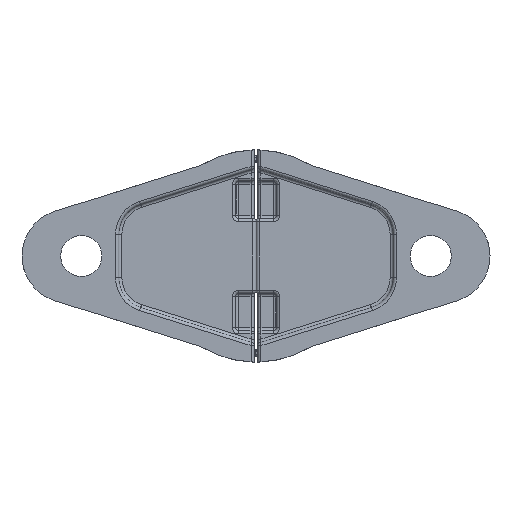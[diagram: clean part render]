
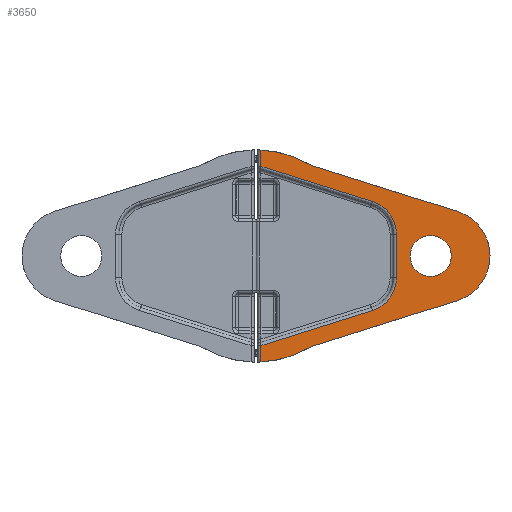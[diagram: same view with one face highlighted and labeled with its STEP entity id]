
A CAD part, front view. The second image highlights one B-rep face of the part: STEP entity #3650.
In plain terms, the highlighted planar face has unit normal (0, -1, 0).
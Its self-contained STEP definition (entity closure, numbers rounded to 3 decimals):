
#1621 = CARTESIAN_POINT ( 'NONE',  ( -45.227, -4.717, 11.817 ) ) ;
#1623 = DIRECTION ( 'NONE',  ( 0., -1., 0. ) ) ;
#1625 = DIRECTION ( 'NONE',  ( -1., 0., 0. ) ) ;
#1627 = CARTESIAN_POINT ( 'NONE',  ( -56.227, -4.717, 8.329 ) ) ;
#1629 = DIRECTION ( 'NONE',  ( 0., 1., 0. ) ) ;
#1630 = DIRECTION ( 'NONE',  ( -1., 0., 0. ) ) ;
#1632 = CARTESIAN_POINT ( 'NONE',  ( -56.227, -4.717, 15.306 ) ) ;
#1634 = LINE ( 'NONE', #1636, #14197 ) ;
#1636 = CARTESIAN_POINT ( 'NONE',  ( -50.727, -4.717, 8.329 ) ) ;
#1638 = DIRECTION ( 'NONE',  ( 0., 0., -1. ) ) ;
#1639 = DIRECTION ( 'NONE',  ( 0., 1., 0. ) ) ;
#1641 = DIRECTION ( 'NONE',  ( -1., 0., 0. ) ) ;
#1645 = LINE ( 'NONE', #1646, #14198 ) ;
#1646 = CARTESIAN_POINT ( 'NONE',  ( -54.573, -4.717, 20.551 ) ) ;
#1648 = DIRECTION ( 'NONE',  ( 0.954, 0., -0.301 ) ) ;
#1650 = LINE ( 'NONE', #1652, #14199 ) ;
#1652 = CARTESIAN_POINT ( 'NONE',  ( -72.427, -4.717, 26.181 ) ) ;
#1653 = DIRECTION ( 'NONE',  ( 0., 0., -1. ) ) ;
#1655 = LINE ( 'NONE', #1657, #14200 ) ;
#1657 = CARTESIAN_POINT ( 'NONE',  ( -72.427, -4.717, -2.546 ) ) ;
#1659 = DIRECTION ( 'NONE',  ( -0.954, 0., -0.301 ) ) ;
#1661 = LINE ( 'NONE', #1662, #14201 ) ;
#1662 = CARTESIAN_POINT ( 'NONE',  ( -72.427, -4.717, -5.18 ) ) ;
#1664 = DIRECTION ( 'NONE',  ( 0., 0., -1. ) ) ;
#1666 = LINE ( 'NONE', #1668, #14203 ) ;
#1668 = CARTESIAN_POINT ( 'NONE',  ( -40.977, -4.717, 4.652 ) ) ;
#1670 = DIRECTION ( 'NONE',  ( 0.954, 0., 0.3 ) ) ;
#1963 = EDGE_CURVE ( 'NONE', #6558, #4154, #15085, .T. ) ;
#2146 = EDGE_CURVE ( 'NONE', #4190, #6346, #14992, .T. ) ;
#2453 = CARTESIAN_POINT ( 'NONE',  ( -40.977, -4.717, 18.982 ) ) ;
#2483 = CARTESIAN_POINT ( 'NONE',  ( -41.927, -4.717, 11.817 ) ) ;
#2555 = CARTESIAN_POINT ( 'NONE',  ( -48.527, -4.717, 11.817 ) ) ;
#2818 = CARTESIAN_POINT ( 'NONE',  ( -35.717, -4.717, 11.817 ) ) ;
#3625 = EDGE_CURVE ( 'NONE', #4154, #8201, #13463, .T. ) ;
#3644 = EDGE_CURVE ( 'NONE', #8233, #6558, #9869, .T. ) ;
#3650 = ADVANCED_FACE ( 'NONE', ( #17895, #17899 ), #13563, .T. ) ;
#3845 = EDGE_CURVE ( 'NONE', #6346, #4190, #9810, .T. ) ;
#3846 = EDGE_CURVE ( 'NONE', #8334, #8366, #9831, .T. ) ;
#3847 = EDGE_CURVE ( 'NONE', #8387, #8334, #1634, .T. ) ;
#3848 = EDGE_CURVE ( 'NONE', #8427, #8387, #9845, .T. ) ;
#3849 = EDGE_CURVE ( 'NONE', #8248, #8427, #1645, .T. ) ;
#3850 = EDGE_CURVE ( 'NONE', #8200, #8248, #1650, .T. ) ;
#3851 = EDGE_CURVE ( 'NONE', #8366, #8323, #1655, .T. ) ;
#3852 = EDGE_CURVE ( 'NONE', #8323, #8164, #1661, .T. ) ;
#3853 = EDGE_CURVE ( 'NONE', #8416, #8233, #1666, .T. ) ;
#4154 = VERTEX_POINT ( 'NONE', #2453 ) ;
#4190 = VERTEX_POINT ( 'NONE', #2483 ) ;
#4568 = AXIS2_PLACEMENT_3D ( 'NONE', #11103, #11107, #11108 ) ;
#5608 = CIRCLE ( 'NONE', #9950, 17. ) ;
#6187 = AXIS2_PLACEMENT_3D ( 'NONE', #12414, #10839, #10840 ) ;
#6346 = VERTEX_POINT ( 'NONE', #2555 ) ;
#6558 = VERTEX_POINT ( 'NONE', #2818 ) ;
#7004 = EDGE_CURVE ( 'NONE', #8164, #8416, #9829, .T. ) ;
#7243 = CARTESIAN_POINT ( 'NONE',  ( -72.427, -4.717, -2.546 ) ) ;
#7248 = CARTESIAN_POINT ( 'NONE',  ( -50.727, -4.717, 8.329 ) ) ;
#7264 = CARTESIAN_POINT ( 'NONE',  ( -54.573, -4.717, 3.083 ) ) ;
#7279 = CARTESIAN_POINT ( 'NONE',  ( -50.727, -4.717, 15.306 ) ) ;
#7293 = CARTESIAN_POINT ( 'NONE',  ( -64.378, -4.717, -2.698 ) ) ;
#7296 = CARTESIAN_POINT ( 'NONE',  ( -54.573, -4.717, 20.551 ) ) ;
#7602 = EDGE_CURVE ( 'NONE', #8201, #8200, #5608, .T. ) ;
#8164 = VERTEX_POINT ( 'NONE', #12545 ) ;
#8200 = VERTEX_POINT ( 'NONE', #12565 ) ;
#8201 = VERTEX_POINT ( 'NONE', #12566 ) ;
#8233 = VERTEX_POINT ( 'NONE', #12582 ) ;
#8248 = VERTEX_POINT ( 'NONE', #12592 ) ;
#8292 = EDGE_LOOP ( 'NONE', ( #16622, #16765, #16685, #16785, #16749, #16686, #16792, #16592, #16816, #16845, #16707, #16576, #16843 ) ) ;
#8323 = VERTEX_POINT ( 'NONE', #7243 ) ;
#8334 = VERTEX_POINT ( 'NONE', #7248 ) ;
#8366 = VERTEX_POINT ( 'NONE', #7264 ) ;
#8387 = VERTEX_POINT ( 'NONE', #7279 ) ;
#8395 = EDGE_LOOP ( 'NONE', ( #16802, #16799 ) ) ;
#8416 = VERTEX_POINT ( 'NONE', #7293 ) ;
#8427 = VERTEX_POINT ( 'NONE', #7296 ) ;
#9810 = CIRCLE ( 'NONE', #14194, 3.3 ) ;
#9829 = CIRCLE ( 'NONE', #16486, 17. ) ;
#9831 = CIRCLE ( 'NONE', #14192, 5.5 ) ;
#9845 = CIRCLE ( 'NONE', #14191, 5.5 ) ;
#9869 = CIRCLE ( 'NONE', #17887, 7.51 ) ;
#9950 = AXIS2_PLACEMENT_3D ( 'NONE', #12775, #12776, #12777 ) ;
#10839 = DIRECTION ( 'NONE',  ( 0., -1., 0. ) ) ;
#10840 = DIRECTION ( 'NONE',  ( -1., 0., 0. ) ) ;
#11103 = CARTESIAN_POINT ( 'NONE',  ( -45.227, -4.717, 11.817 ) ) ;
#11107 = DIRECTION ( 'NONE',  ( 0., -1., 0. ) ) ;
#11108 = DIRECTION ( 'NONE',  ( -1., 0., 0. ) ) ;
#12414 = CARTESIAN_POINT ( 'NONE',  ( -43.227, -4.717, 11.817 ) ) ;
#12545 = CARTESIAN_POINT ( 'NONE',  ( -72.427, -4.717, -5.164 ) ) ;
#12565 = CARTESIAN_POINT ( 'NONE',  ( -72.427, -4.717, 28.798 ) ) ;
#12566 = CARTESIAN_POINT ( 'NONE',  ( -64.378, -4.717, 26.333 ) ) ;
#12582 = CARTESIAN_POINT ( 'NONE',  ( -40.977, -4.717, 4.652 ) ) ;
#12592 = CARTESIAN_POINT ( 'NONE',  ( -72.427, -4.717, 26.181 ) ) ;
#12775 = CARTESIAN_POINT ( 'NONE',  ( -73.227, -4.717, 11.817 ) ) ;
#12776 = DIRECTION ( 'NONE',  ( 0., -1., 0. ) ) ;
#12777 = DIRECTION ( 'NONE',  ( -1., 0., 0. ) ) ;
#13463 = LINE ( 'NONE', #13464, #17858 ) ;
#13464 = CARTESIAN_POINT ( 'NONE',  ( -40.977, -4.717, 18.982 ) ) ;
#13465 = DIRECTION ( 'NONE',  ( -0.954, 0., 0.3 ) ) ;
#13541 = CARTESIAN_POINT ( 'NONE',  ( -43.227, -4.717, 11.817 ) ) ;
#13542 = DIRECTION ( 'NONE',  ( 0., -1., 0. ) ) ;
#13543 = DIRECTION ( 'NONE',  ( -1., 0., 0. ) ) ;
#13563 = PLANE ( 'NONE',  #17901 ) ;
#13564 = CARTESIAN_POINT ( 'NONE',  ( -43.227, -4.717, 11.817 ) ) ;
#13565 = DIRECTION ( 'NONE',  ( 0., -1., 0. ) ) ;
#13566 = DIRECTION ( 'NONE',  ( -1., 0., 0. ) ) ;
#14191 = AXIS2_PLACEMENT_3D ( 'NONE', #1632, #1639, #1641 ) ;
#14192 = AXIS2_PLACEMENT_3D ( 'NONE', #1627, #1629, #1630 ) ;
#14194 = AXIS2_PLACEMENT_3D ( 'NONE', #1621, #1623, #1625 ) ;
#14197 = VECTOR ( 'NONE', #1638, 1000. ) ;
#14198 = VECTOR ( 'NONE', #1648, 1000. ) ;
#14199 = VECTOR ( 'NONE', #1653, 1000. ) ;
#14200 = VECTOR ( 'NONE', #1659, 1000. ) ;
#14201 = VECTOR ( 'NONE', #1664, 1000. ) ;
#14203 = VECTOR ( 'NONE', #1670, 1000. ) ;
#14992 = CIRCLE ( 'NONE', #4568, 3.3 ) ;
#15085 = CIRCLE ( 'NONE', #6187, 7.51 ) ;
#16486 = AXIS2_PLACEMENT_3D ( 'NONE', #17800, #17801, #17802 ) ;
#16576 = ORIENTED_EDGE ( 'NONE', *, *, #3847, .T. ) ;
#16592 = ORIENTED_EDGE ( 'NONE', *, *, #7602, .T. ) ;
#16622 = ORIENTED_EDGE ( 'NONE', *, *, #3851, .T. ) ;
#16685 = ORIENTED_EDGE ( 'NONE', *, *, #7004, .T. ) ;
#16686 = ORIENTED_EDGE ( 'NONE', *, *, #1963, .T. ) ;
#16707 = ORIENTED_EDGE ( 'NONE', *, *, #3848, .T. ) ;
#16749 = ORIENTED_EDGE ( 'NONE', *, *, #3644, .T. ) ;
#16765 = ORIENTED_EDGE ( 'NONE', *, *, #3852, .T. ) ;
#16785 = ORIENTED_EDGE ( 'NONE', *, *, #3853, .T. ) ;
#16792 = ORIENTED_EDGE ( 'NONE', *, *, #3625, .T. ) ;
#16799 = ORIENTED_EDGE ( 'NONE', *, *, #3845, .F. ) ;
#16802 = ORIENTED_EDGE ( 'NONE', *, *, #2146, .F. ) ;
#16816 = ORIENTED_EDGE ( 'NONE', *, *, #3850, .T. ) ;
#16843 = ORIENTED_EDGE ( 'NONE', *, *, #3846, .T. ) ;
#16845 = ORIENTED_EDGE ( 'NONE', *, *, #3849, .T. ) ;
#17800 = CARTESIAN_POINT ( 'NONE',  ( -73.227, -4.717, 11.817 ) ) ;
#17801 = DIRECTION ( 'NONE',  ( 0., -1., 0. ) ) ;
#17802 = DIRECTION ( 'NONE',  ( -1., 0., 0. ) ) ;
#17858 = VECTOR ( 'NONE', #13465, 1000. ) ;
#17887 = AXIS2_PLACEMENT_3D ( 'NONE', #13541, #13542, #13543 ) ;
#17895 = FACE_OUTER_BOUND ( 'NONE', #8292, .T. ) ;
#17899 = FACE_BOUND ( 'NONE', #8395, .T. ) ;
#17901 = AXIS2_PLACEMENT_3D ( 'NONE', #13564, #13565, #13566 ) ;
